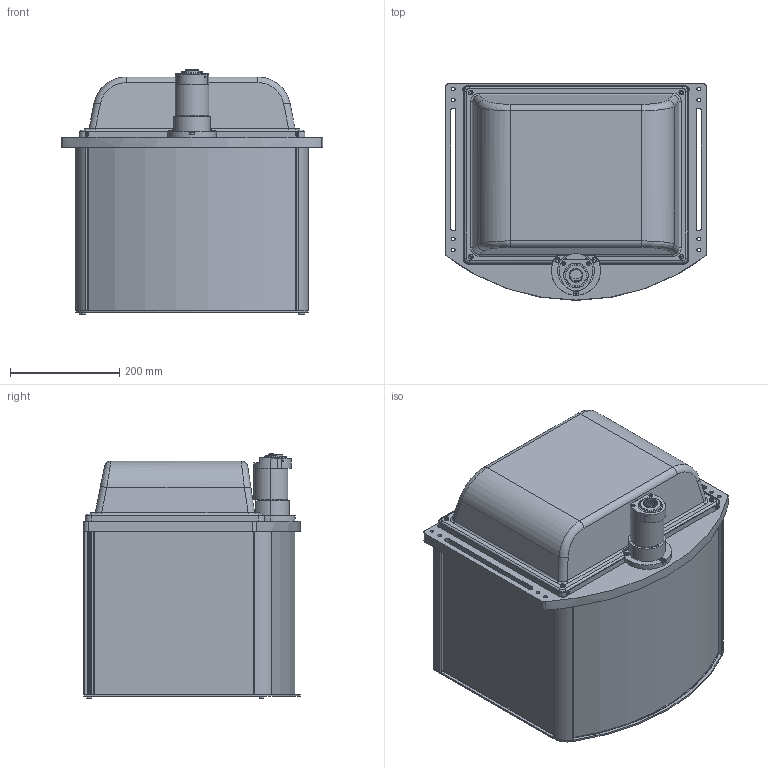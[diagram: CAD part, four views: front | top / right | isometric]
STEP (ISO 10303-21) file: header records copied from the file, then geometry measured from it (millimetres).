
FILE_DESCRIPTION (( 'STEP AP203' ), '1' );
FILE_NAME ('DP28589_TCCP3MHR260-C.step', '2019-09-26T09:02:48', ( '' ), ( '' ), 'SwSTEP 2.0', 'SolidWorks 2018', '' );
FILE_SCHEMA (( 'CONFIG_CONTROL_DESIGN' ));
Length unit declared in the file: millimetre
Products named in the file (2): DP28589_TCCP3MHR260-C
Bounding box: 480 x 396.7 x 447.81 mm (x, y, z)
Surface area: 1197353.3 mm2 (no closed solid volume)
Topology: 0 solids, 92 shells, 424 faces, 1893 edges, 1545 vertices
Faces by surface type: plane 192, cylinder 180, torus 26, cone 18, bspline 8
Entity records: 20071 total; most frequent: CARTESIAN_POINT 4391, DIRECTION 3447, ORIENTED_EDGE 2495, EDGE_CURVE 1885, VERTEX_POINT 1545, AXIS2_PLACEMENT_3D 1187, LINE 1073, VECTOR 1073
